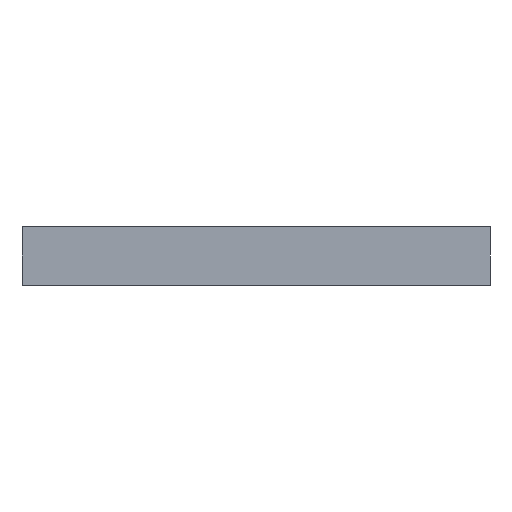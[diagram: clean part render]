
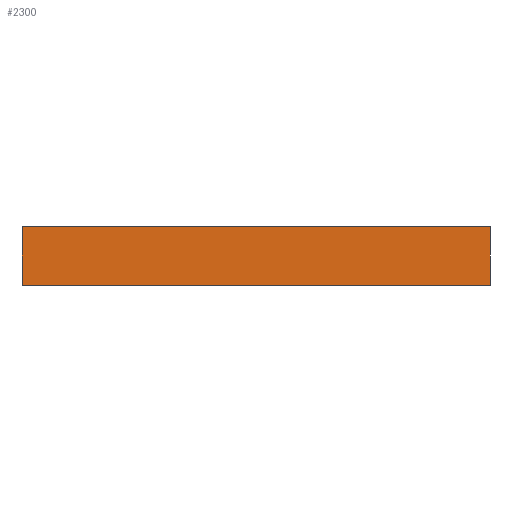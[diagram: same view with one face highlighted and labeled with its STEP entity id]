
A CAD part, front view. The second image highlights one B-rep face of the part: STEP entity #2300.
In plain terms, the highlighted planar face has unit normal (0, -1, 0).
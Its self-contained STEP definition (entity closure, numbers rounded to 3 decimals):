
#37 = DIRECTION ( 'NONE',  ( -1., 0., 0. ) ) ;
#130 = VERTEX_POINT ( 'NONE', #1318 ) ;
#198 = ORIENTED_EDGE ( 'NONE', *, *, #2076, .T. ) ;
#200 = ORIENTED_EDGE ( 'NONE', *, *, #1195, .T. ) ;
#210 = PLANE ( 'NONE',  #760 ) ;
#378 = CARTESIAN_POINT ( 'NONE',  ( -64.52, -20.904, 0. ) ) ;
#390 = LINE ( 'NONE', #791, #1090 ) ;
#573 = VECTOR ( 'NONE', #2061, 1000. ) ;
#760 = AXIS2_PLACEMENT_3D ( 'NONE', #1236, #2461, #37 ) ;
#791 = CARTESIAN_POINT ( 'NONE',  ( -64.52, -20.904, 9.5 ) ) ;
#797 = ORIENTED_EDGE ( 'NONE', *, *, #1221, .F. ) ;
#820 = CARTESIAN_POINT ( 'NONE',  ( 11.68, -20.904, 9.5 ) ) ;
#970 = VECTOR ( 'NONE', #2063, 1000. ) ;
#1090 = VECTOR ( 'NONE', #1989, 1000. ) ;
#1130 = VERTEX_POINT ( 'NONE', #2602 ) ;
#1195 = EDGE_CURVE ( 'NONE', #1780, #2234, #390, .T. ) ;
#1221 = EDGE_CURVE ( 'NONE', #130, #1130, #1833, .T. ) ;
#1236 = CARTESIAN_POINT ( 'NONE',  ( -64.52, -20.904, 9.5 ) ) ;
#1273 = FACE_OUTER_BOUND ( 'NONE', #2393, .T. ) ;
#1298 = CARTESIAN_POINT ( 'NONE',  ( -64.52, -20.904, 0. ) ) ;
#1318 = CARTESIAN_POINT ( 'NONE',  ( 11.68, -20.904, 9.5 ) ) ;
#1437 = CARTESIAN_POINT ( 'NONE',  ( -64.52, -20.904, 9.5 ) ) ;
#1517 = LINE ( 'NONE', #1298, #1552 ) ;
#1552 = VECTOR ( 'NONE', #2338, 1000. ) ;
#1622 = CARTESIAN_POINT ( 'NONE',  ( -64.52, -20.904, 9.5 ) ) ;
#1780 = VERTEX_POINT ( 'NONE', #1437 ) ;
#1833 = LINE ( 'NONE', #820, #573 ) ;
#1989 = DIRECTION ( 'NONE',  ( 0., 0., -1. ) ) ;
#2024 = LINE ( 'NONE', #1622, #970 ) ;
#2061 = DIRECTION ( 'NONE',  ( 0., 0., -1. ) ) ;
#2063 = DIRECTION ( 'NONE',  ( 1., 0., 0. ) ) ;
#2076 = EDGE_CURVE ( 'NONE', #2234, #1130, #1517, .T. ) ;
#2234 = VERTEX_POINT ( 'NONE', #378 ) ;
#2300 = ADVANCED_FACE ( 'NONE', ( #1273 ), #210, .F. ) ;
#2338 = DIRECTION ( 'NONE',  ( 1., 0., 0. ) ) ;
#2375 = EDGE_CURVE ( 'NONE', #1780, #130, #2024, .T. ) ;
#2393 = EDGE_LOOP ( 'NONE', ( #198, #797, #2421, #200 ) ) ;
#2421 = ORIENTED_EDGE ( 'NONE', *, *, #2375, .F. ) ;
#2461 = DIRECTION ( 'NONE',  ( 0., 1., 0. ) ) ;
#2602 = CARTESIAN_POINT ( 'NONE',  ( 11.68, -20.904, 0. ) ) ;
